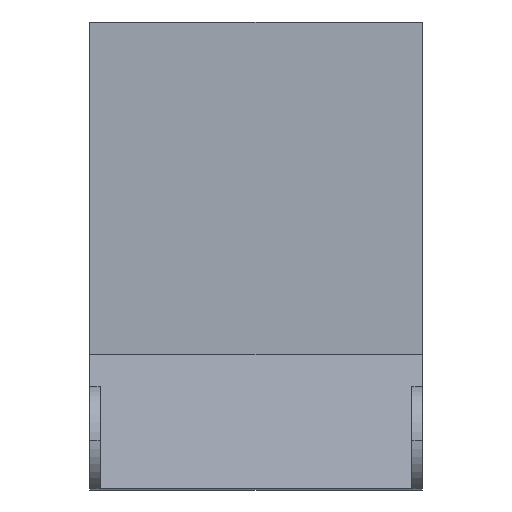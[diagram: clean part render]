
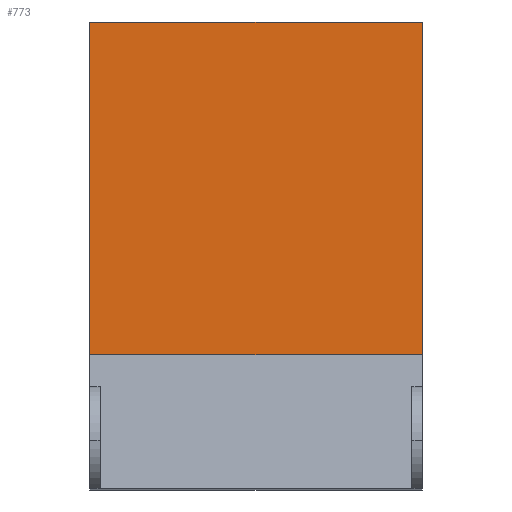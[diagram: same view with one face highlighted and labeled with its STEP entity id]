
A CAD part, top view. The second image highlights one B-rep face of the part: STEP entity #773.
In plain terms, the highlighted planar face has unit normal (0, 0, 1).
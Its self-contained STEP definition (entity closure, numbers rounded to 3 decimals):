
#3 = CARTESIAN_POINT ( 'NONE',  ( -48., -48., 42. ) ) ;
#37 = ORIENTED_EDGE ( 'NONE', *, *, #748, .T. ) ;
#53 = DIRECTION ( 'NONE',  ( 0., -1., 0. ) ) ;
#70 = VERTEX_POINT ( 'NONE', #605 ) ;
#71 = CARTESIAN_POINT ( 'NONE',  ( -48., -48., 42. ) ) ;
#80 = CARTESIAN_POINT ( 'NONE',  ( 48., -48., 42. ) ) ;
#116 = CARTESIAN_POINT ( 'NONE',  ( 48., -48., 42. ) ) ;
#156 = DIRECTION ( 'NONE',  ( 0., 0., -1. ) ) ;
#174 = VERTEX_POINT ( 'NONE', #3 ) ;
#193 = LINE ( 'NONE', #501, #465 ) ;
#210 = AXIS2_PLACEMENT_3D ( 'NONE', #234, #156, #443 ) ;
#233 = EDGE_CURVE ( 'NONE', #663, #701, #368, .T. ) ;
#234 = CARTESIAN_POINT ( 'NONE',  ( 0., 0., 42. ) ) ;
#244 = DIRECTION ( 'NONE',  ( 0., 1., 0. ) ) ;
#358 = DIRECTION ( 'NONE',  ( -1., 0., 0. ) ) ;
#368 = LINE ( 'NONE', #116, #963 ) ;
#426 = CARTESIAN_POINT ( 'NONE',  ( 48., 48., 42. ) ) ;
#443 = DIRECTION ( 'NONE',  ( -1., 0., 0. ) ) ;
#453 = PLANE ( 'NONE',  #210 ) ;
#465 = VECTOR ( 'NONE', #53, 1000. ) ;
#479 = LINE ( 'NONE', #71, #503 ) ;
#495 = ORIENTED_EDGE ( 'NONE', *, *, #233, .T. ) ;
#501 = CARTESIAN_POINT ( 'NONE',  ( -48., -48., 42. ) ) ;
#503 = VECTOR ( 'NONE', #515, 1000. ) ;
#515 = DIRECTION ( 'NONE',  ( 1., 0., 0. ) ) ;
#547 = FACE_OUTER_BOUND ( 'NONE', #631, .T. ) ;
#605 = CARTESIAN_POINT ( 'NONE',  ( -48., 48., 42. ) ) ;
#626 = EDGE_CURVE ( 'NONE', #70, #174, #193, .T. ) ;
#631 = EDGE_LOOP ( 'NONE', ( #495, #37, #787, #958 ) ) ;
#663 = VERTEX_POINT ( 'NONE', #80 ) ;
#701 = VERTEX_POINT ( 'NONE', #426 ) ;
#707 = EDGE_CURVE ( 'NONE', #174, #663, #479, .T. ) ;
#748 = EDGE_CURVE ( 'NONE', #701, #70, #912, .T. ) ;
#773 = ADVANCED_FACE ( 'NONE', ( #547 ), #453, .F. ) ;
#787 = ORIENTED_EDGE ( 'NONE', *, *, #626, .T. ) ;
#883 = CARTESIAN_POINT ( 'NONE',  ( -48., 48., 42. ) ) ;
#912 = LINE ( 'NONE', #883, #932 ) ;
#932 = VECTOR ( 'NONE', #358, 1000. ) ;
#958 = ORIENTED_EDGE ( 'NONE', *, *, #707, .T. ) ;
#963 = VECTOR ( 'NONE', #244, 1000. ) ;
